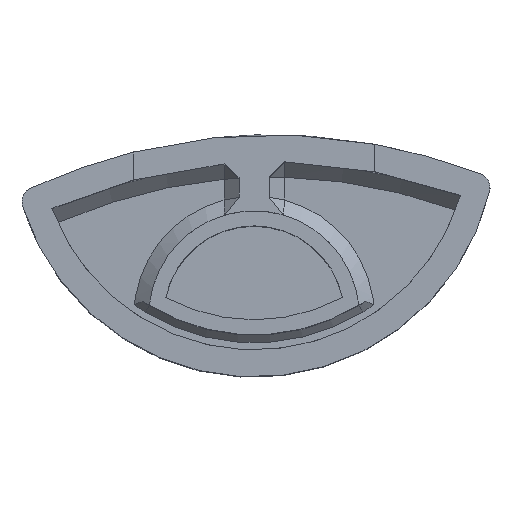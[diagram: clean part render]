
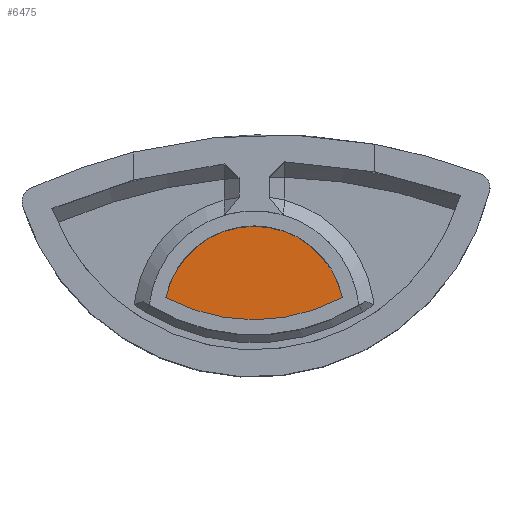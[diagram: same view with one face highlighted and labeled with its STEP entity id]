
A CAD part, top view. The second image highlights one B-rep face of the part: STEP entity #6475.
In plain terms, the highlighted planar face has unit normal (0, 0, 1).
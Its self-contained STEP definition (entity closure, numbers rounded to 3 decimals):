
#6139 = CYLINDRICAL_SURFACE('',#6140,6.);
#6140 = AXIS2_PLACEMENT_3D('',#6141,#6142,#6143);
#6141 = CARTESIAN_POINT('',(0.,-12.057,0.));
#6142 = DIRECTION('',(0.,0.,-1.));
#6143 = DIRECTION('',(-1.,0.,0.));
#6166 = CYLINDRICAL_SURFACE('',#6167,12.3);
#6167 = AXIS2_PLACEMENT_3D('',#6168,#6169,#6170);
#6168 = CARTESIAN_POINT('',(0.,0.,0.));
#6169 = DIRECTION('',(0.,0.,-1.));
#6170 = DIRECTION('',(-1.,0.,0.));
#6366 = EDGE_CURVE('',#6367,#6369,#6371,.T.);
#6367 = VERTEX_POINT('',#6368);
#6368 = CARTESIAN_POINT('',(-5.869,-10.81,1.8));
#6369 = VERTEX_POINT('',#6370);
#6370 = CARTESIAN_POINT('',(5.869,-10.81,1.8));
#6371 = SURFACE_CURVE('',#6372,(#6377,#6384),.PCURVE_S1.);
#6372 = CIRCLE('',#6373,6.);
#6373 = AXIS2_PLACEMENT_3D('',#6374,#6375,#6376);
#6374 = CARTESIAN_POINT('',(0.,-12.057,1.8));
#6375 = DIRECTION('',(0.,0.,-1.));
#6376 = DIRECTION('',(-1.,0.,0.));
#6377 = PCURVE('',#6139,#6378);
#6378 = DEFINITIONAL_REPRESENTATION('',(#6379),#6383);
#6379 = LINE('',#6380,#6381);
#6380 = CARTESIAN_POINT('',(-6.283,-1.8));
#6381 = VECTOR('',#6382,1.);
#6382 = DIRECTION('',(1.,-0.));
#6383 = ( GEOMETRIC_REPRESENTATION_CONTEXT(2) 
PARAMETRIC_REPRESENTATION_CONTEXT() REPRESENTATION_CONTEXT('2D SPACE',''
  ) );
#6384 = PCURVE('',#6385,#6390);
#6385 = PLANE('',#6386);
#6386 = AXIS2_PLACEMENT_3D('',#6387,#6388,#6389);
#6387 = CARTESIAN_POINT('',(0.,0.,1.8));
#6388 = DIRECTION('',(0.,0.,1.));
#6389 = DIRECTION('',(1.,0.,0.));
#6390 = DEFINITIONAL_REPRESENTATION('',(#6391),#6399);
#6391 = ( BOUNDED_CURVE() B_SPLINE_CURVE(2,(#6392,#6393,#6394,#6395,
#6396,#6397,#6398),.UNSPECIFIED.,.T.,.F.) B_SPLINE_CURVE_WITH_KNOTS((1,2
    ,2,2,2,1),(-2.094,0.,2.094,4.189,
6.283,8.378),.UNSPECIFIED.) CURVE() 
GEOMETRIC_REPRESENTATION_ITEM() RATIONAL_B_SPLINE_CURVE((1.,0.5,1.,0.5,
1.,0.5,1.)) REPRESENTATION_ITEM('') );
#6392 = CARTESIAN_POINT('',(-6.,-12.057));
#6393 = CARTESIAN_POINT('',(-6.,-1.665));
#6394 = CARTESIAN_POINT('',(3.,-6.861));
#6395 = CARTESIAN_POINT('',(12.,-12.057));
#6396 = CARTESIAN_POINT('',(3.,-17.254));
#6397 = CARTESIAN_POINT('',(-6.,-22.45));
#6398 = CARTESIAN_POINT('',(-6.,-12.057));
#6399 = ( GEOMETRIC_REPRESENTATION_CONTEXT(2) 
PARAMETRIC_REPRESENTATION_CONTEXT() REPRESENTATION_CONTEXT('2D SPACE',''
  ) );
#6447 = EDGE_CURVE('',#6369,#6367,#6448,.T.);
#6448 = SURFACE_CURVE('',#6449,(#6454,#6461),.PCURVE_S1.);
#6449 = CIRCLE('',#6450,12.3);
#6450 = AXIS2_PLACEMENT_3D('',#6451,#6452,#6453);
#6451 = CARTESIAN_POINT('',(0.,0.,1.8));
#6452 = DIRECTION('',(0.,0.,-1.));
#6453 = DIRECTION('',(-1.,0.,0.));
#6454 = PCURVE('',#6166,#6455);
#6455 = DEFINITIONAL_REPRESENTATION('',(#6456),#6460);
#6456 = LINE('',#6457,#6458);
#6457 = CARTESIAN_POINT('',(-6.283,-1.8));
#6458 = VECTOR('',#6459,1.);
#6459 = DIRECTION('',(1.,-0.));
#6460 = ( GEOMETRIC_REPRESENTATION_CONTEXT(2) 
PARAMETRIC_REPRESENTATION_CONTEXT() REPRESENTATION_CONTEXT('2D SPACE',''
  ) );
#6461 = PCURVE('',#6385,#6462);
#6462 = DEFINITIONAL_REPRESENTATION('',(#6463),#6471);
#6463 = ( BOUNDED_CURVE() B_SPLINE_CURVE(2,(#6464,#6465,#6466,#6467,
#6468,#6469,#6470),.UNSPECIFIED.,.T.,.F.) B_SPLINE_CURVE_WITH_KNOTS((1,2
    ,2,2,2,1),(-2.094,0.,2.094,4.189,
6.283,8.378),.UNSPECIFIED.) CURVE() 
GEOMETRIC_REPRESENTATION_ITEM() RATIONAL_B_SPLINE_CURVE((1.,0.5,1.,0.5,
1.,0.5,1.)) REPRESENTATION_ITEM('') );
#6464 = CARTESIAN_POINT('',(-12.3,0.));
#6465 = CARTESIAN_POINT('',(-12.3,21.304));
#6466 = CARTESIAN_POINT('',(6.15,10.652));
#6467 = CARTESIAN_POINT('',(24.6,0.));
#6468 = CARTESIAN_POINT('',(6.15,-10.652));
#6469 = CARTESIAN_POINT('',(-12.3,-21.304));
#6470 = CARTESIAN_POINT('',(-12.3,0.));
#6471 = ( GEOMETRIC_REPRESENTATION_CONTEXT(2) 
PARAMETRIC_REPRESENTATION_CONTEXT() REPRESENTATION_CONTEXT('2D SPACE',''
  ) );
#6475 = ADVANCED_FACE('',(#6476),#6385,.T.);
#6476 = FACE_BOUND('',#6477,.T.);
#6477 = EDGE_LOOP('',(#6478,#6479));
#6478 = ORIENTED_EDGE('',*,*,#6366,.F.);
#6479 = ORIENTED_EDGE('',*,*,#6447,.F.);
